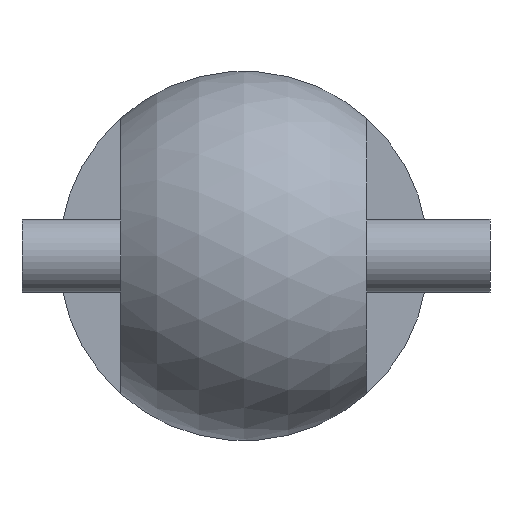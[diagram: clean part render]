
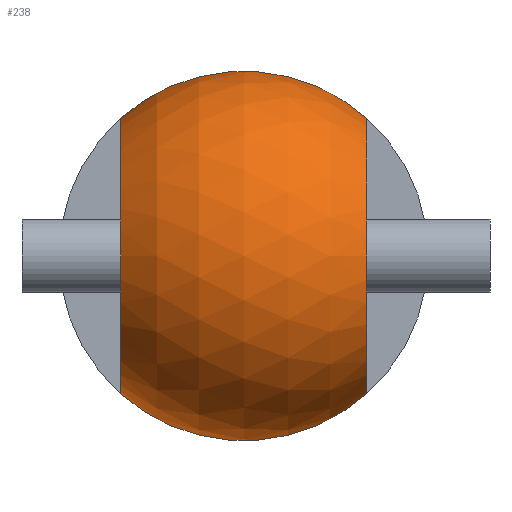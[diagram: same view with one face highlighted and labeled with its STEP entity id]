
A CAD part, front view. The second image highlights one B-rep face of the part: STEP entity #238.
In plain terms, the highlighted spherical face has radius 75 mm.
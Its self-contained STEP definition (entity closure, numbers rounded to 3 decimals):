
#17=SPHERICAL_SURFACE('',#275,75.);
#29=FACE_OUTER_BOUND('',#44,.T.);
#44=EDGE_LOOP('',(#193,#194,#195,#196));
#91=CIRCLE('',#266,75.);
#93=CIRCLE('',#268,75.);
#95=CIRCLE('',#276,55.902);
#96=CIRCLE('',#277,55.902);
#111=VERTEX_POINT('',#391);
#112=VERTEX_POINT('',#393);
#115=VERTEX_POINT('',#399);
#116=VERTEX_POINT('',#401);
#134=EDGE_CURVE('',#111,#112,#91,.T.);
#138=EDGE_CURVE('',#115,#116,#93,.T.);
#146=EDGE_CURVE('',#115,#112,#95,.T.);
#147=EDGE_CURVE('',#116,#111,#96,.T.);
#193=ORIENTED_EDGE('',*,*,#138,.F.);
#194=ORIENTED_EDGE('',*,*,#146,.T.);
#195=ORIENTED_EDGE('',*,*,#134,.F.);
#196=ORIENTED_EDGE('',*,*,#147,.F.);
#238=ADVANCED_FACE('',(#29),#17,.T.);
#266=AXIS2_PLACEMENT_3D('',#394,#312,#313);
#268=AXIS2_PLACEMENT_3D('',#402,#318,#319);
#275=AXIS2_PLACEMENT_3D('',#416,#338,#339);
#276=AXIS2_PLACEMENT_3D('',#417,#340,#341);
#277=AXIS2_PLACEMENT_3D('',#418,#342,#343);
#312=DIRECTION('center_axis',(0.,1.,0.));
#313=DIRECTION('ref_axis',(-0.667,0.,0.745));
#318=DIRECTION('center_axis',(0.,1.,0.));
#319=DIRECTION('ref_axis',(0.667,0.,-0.745));
#338=DIRECTION('center_axis',(1.,0.,0.));
#339=DIRECTION('ref_axis',(0.,-1.,0.));
#340=DIRECTION('center_axis',(-1.,0.,0.));
#341=DIRECTION('ref_axis',(0.,0.,-1.));
#342=DIRECTION('center_axis',(-1.,0.,0.));
#343=DIRECTION('ref_axis',(0.,0.,-1.));
#391=CARTESIAN_POINT('',(-50.,0.,55.902));
#393=CARTESIAN_POINT('',(50.,0.,55.902));
#394=CARTESIAN_POINT('Origin',(0.,0.,0.));
#399=CARTESIAN_POINT('',(50.,0.,-55.902));
#401=CARTESIAN_POINT('',(-50.,0.,-55.902));
#402=CARTESIAN_POINT('Origin',(0.,0.,0.));
#416=CARTESIAN_POINT('Origin',(0.,0.,0.));
#417=CARTESIAN_POINT('Origin',(50.,0.,0.));
#418=CARTESIAN_POINT('Origin',(-50.,0.,0.));
